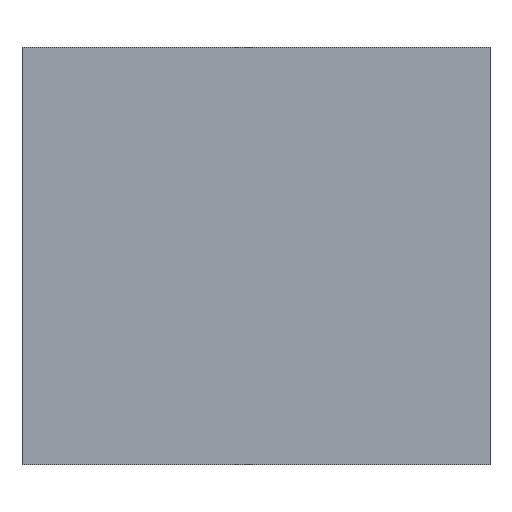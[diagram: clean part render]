
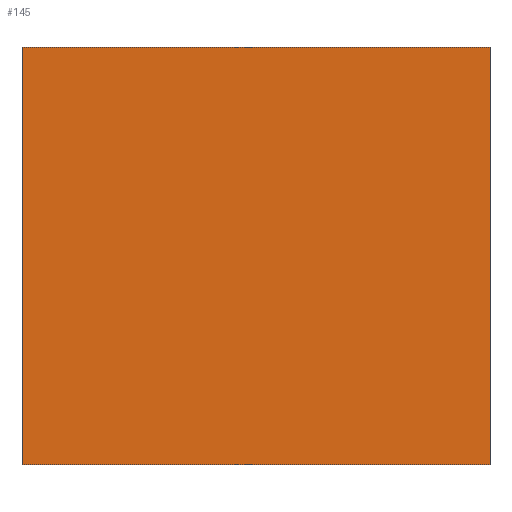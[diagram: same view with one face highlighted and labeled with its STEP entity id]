
A CAD part, front view. The second image highlights one B-rep face of the part: STEP entity #145.
In plain terms, the highlighted planar face has unit normal (0, -1, 0).
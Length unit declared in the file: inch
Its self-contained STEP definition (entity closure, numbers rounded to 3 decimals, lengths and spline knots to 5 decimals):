
#59=FACE_OUTER_BOUND('',#65,.T.);
#65=EDGE_LOOP('',(#115,#116,#117,#118));
#71=LINE('',#246,#83);
#72=LINE('',#248,#84);
#73=LINE('',#250,#85);
#74=LINE('',#251,#86);
#83=VECTOR('',#194,0.3937);
#84=VECTOR('',#195,0.3937);
#85=VECTOR('',#196,0.3937);
#86=VECTOR('',#197,0.3937);
#95=VERTEX_POINT('',#244);
#96=VERTEX_POINT('',#245);
#97=VERTEX_POINT('',#247);
#98=VERTEX_POINT('',#249);
#103=EDGE_CURVE('',#95,#96,#71,.T.);
#104=EDGE_CURVE('',#96,#97,#72,.T.);
#105=EDGE_CURVE('',#97,#98,#73,.T.);
#106=EDGE_CURVE('',#98,#95,#74,.T.);
#115=ORIENTED_EDGE('',*,*,#103,.T.);
#116=ORIENTED_EDGE('',*,*,#104,.T.);
#117=ORIENTED_EDGE('',*,*,#105,.T.);
#118=ORIENTED_EDGE('',*,*,#106,.T.);
#139=PLANE('',#171);
#145=ADVANCED_FACE('',(#59),#139,.T.);
#171=AXIS2_PLACEMENT_3D('',#243,#192,#193);
#192=DIRECTION('center_axis',(0.,-1.,0.));
#193=DIRECTION('ref_axis',(0.,0.,-1.));
#194=DIRECTION('',(0.,0.,1.));
#195=DIRECTION('',(-1.,0.,0.));
#196=DIRECTION('',(0.,0.,-1.));
#197=DIRECTION('',(1.,0.,0.));
#243=CARTESIAN_POINT('Origin',(0.,-0.23438,0.));
#244=CARTESIAN_POINT('',(7.46875,-0.23438,-6.65625));
#245=CARTESIAN_POINT('',(7.46875,-0.23438,6.65625));
#246=CARTESIAN_POINT('',(7.46875,-0.23438,6.65625));
#247=CARTESIAN_POINT('',(-7.46875,-0.23438,6.65625));
#248=CARTESIAN_POINT('',(-7.46875,-0.23438,6.65625));
#249=CARTESIAN_POINT('',(-7.46875,-0.23438,-6.65625));
#250=CARTESIAN_POINT('',(-7.46875,-0.23438,-6.65625));
#251=CARTESIAN_POINT('',(7.46875,-0.23438,-6.65625));
